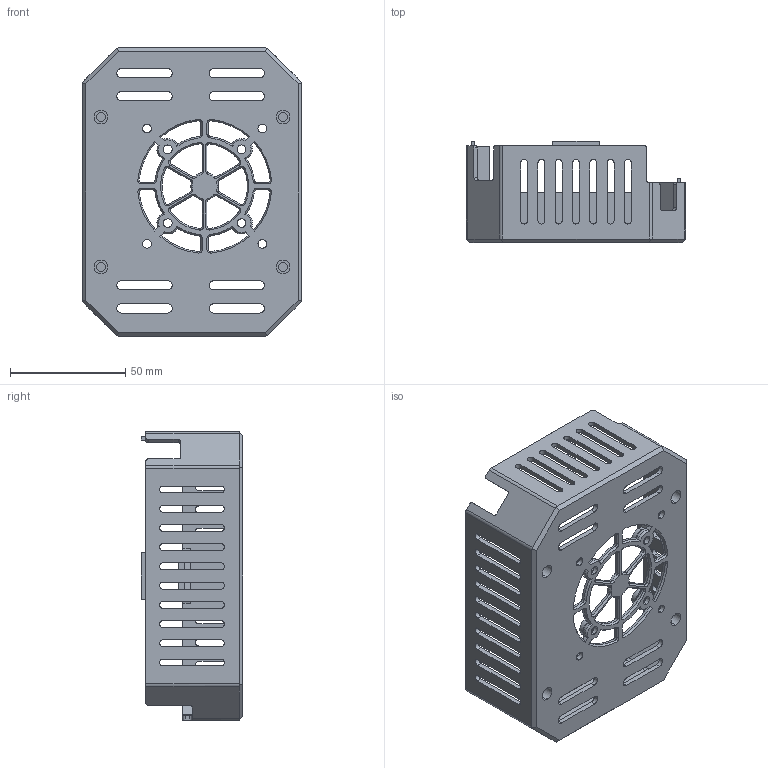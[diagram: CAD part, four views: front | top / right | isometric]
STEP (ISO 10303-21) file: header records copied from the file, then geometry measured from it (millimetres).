
FILE_DESCRIPTION (( 'STEP AP214' ), '1' );
FILE_NAME ('CASE-B V1.1.STEP', '2019-12-25T20:16:17', ( '' ), ( '' ), 'SwSTEP 2.0', 'SolidWorks 2018', '' );
FILE_SCHEMA (( 'AUTOMOTIVE_DESIGN' ));
Length unit declared in the file: millimetre
Products named in the file (1): CASE-B V1.1
Bounding box: 95 x 44 x 125 mm (x, y, z)
Volume: 39494.7 mm3; surface area: 45590.2 mm2
Topology: 5 solids, 5 shells, 664 faces, 1781 edges, 1118 vertices
Faces by surface type: cylinder 262, plane 254, cone 94, torus 33, bspline 13, sphere 8
Entity records: 21639 total; most frequent: CARTESIAN_POINT 4455, DIRECTION 3702, ORIENTED_EDGE 3530, EDGE_CURVE 1765, AXIS2_PLACEMENT_3D 1363, VERTEX_POINT 1118, LINE 976, VECTOR 976
